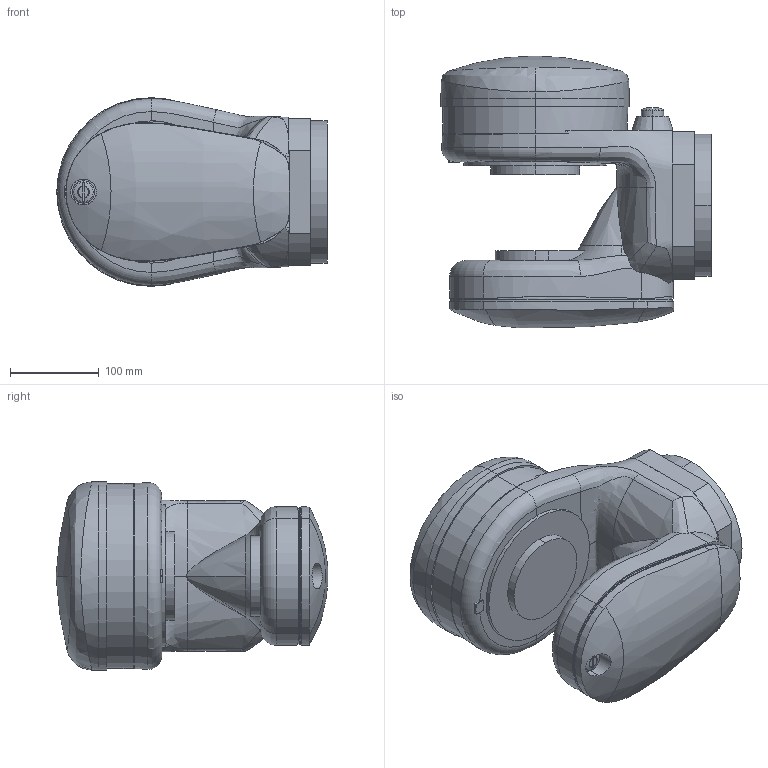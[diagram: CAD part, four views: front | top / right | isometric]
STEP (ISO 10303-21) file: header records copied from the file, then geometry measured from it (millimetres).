
FILE_DESCRIPTION (( 'STEP AP203' ), '1' );
FILE_NAME ('KR90_R3700_K_prime.stp[46]_Valor predeterminado_sldprt.STEP', '2021-01-10T23:18:25', ( '' ), ( '' ), 'SwSTEP 2.0', 'SolidWorks 2020', '' );
FILE_SCHEMA (( 'CONFIG_CONTROL_DESIGN' ));
Length unit declared in the file: millimetre
Products named in the file (1): KR90_R3700_K_prime.stp[46]_Valor predeterminado_sldprt
Bounding box: 304 x 305.64 x 212 mm (x, y, z)
Volume: 8492858.6 mm3; surface area: 333960.9 mm2
Topology: 1 solids, 1 shells, 191 faces, 489 edges, 310 vertices
Faces by surface type: bspline 55, plane 52, cylinder 45, cone 22, torus 13, sphere 4
Entity records: 18745 total; most frequent: CARTESIAN_POINT 14571, ORIENTED_EDGE 978, DIRECTION 677, EDGE_CURVE 489, VERTEX_POINT 310, AXIS2_PLACEMENT_3D 280, B_SPLINE_CURVE_WITH_KNOTS 220, EDGE_LOOP 201
